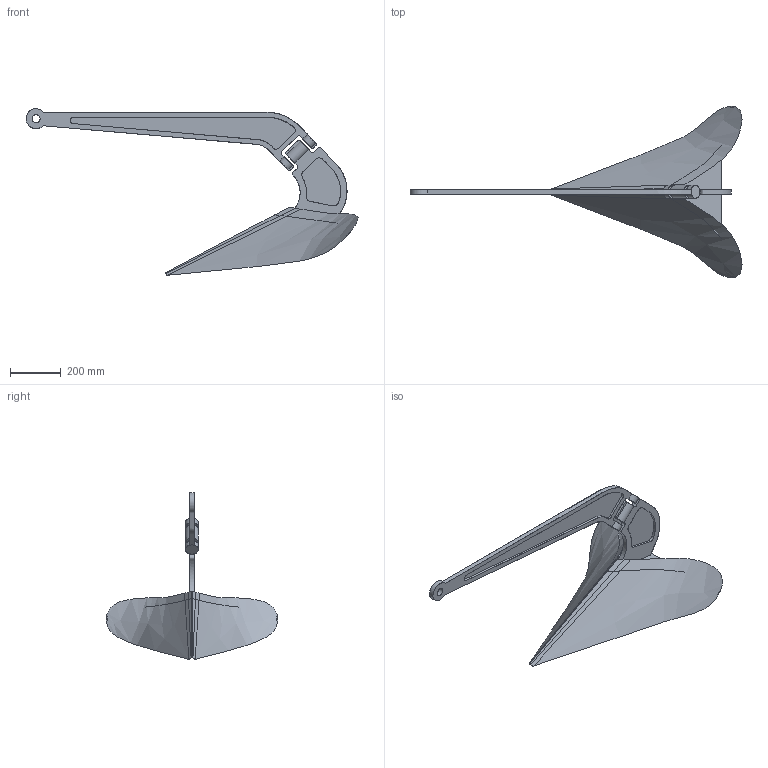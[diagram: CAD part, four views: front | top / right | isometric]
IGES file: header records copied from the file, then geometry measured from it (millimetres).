
Global section: file name: 31HCQR.igs; native system: Rhinoceros ( Apr 21 2004 ); preprocessor: Trout Lake IGES 012 Apr 21 2004; date: 050419.142516; units: inch
Bounding box: 1308.47 x 675.01 x 656.43 mm (x, y, z)
Surface area: 713394.4 mm2 (no closed solid volume)
Topology: 0 solids, 0 shells, 47 faces, 514 edges, 523 vertices
Faces by surface type: bspline 47
